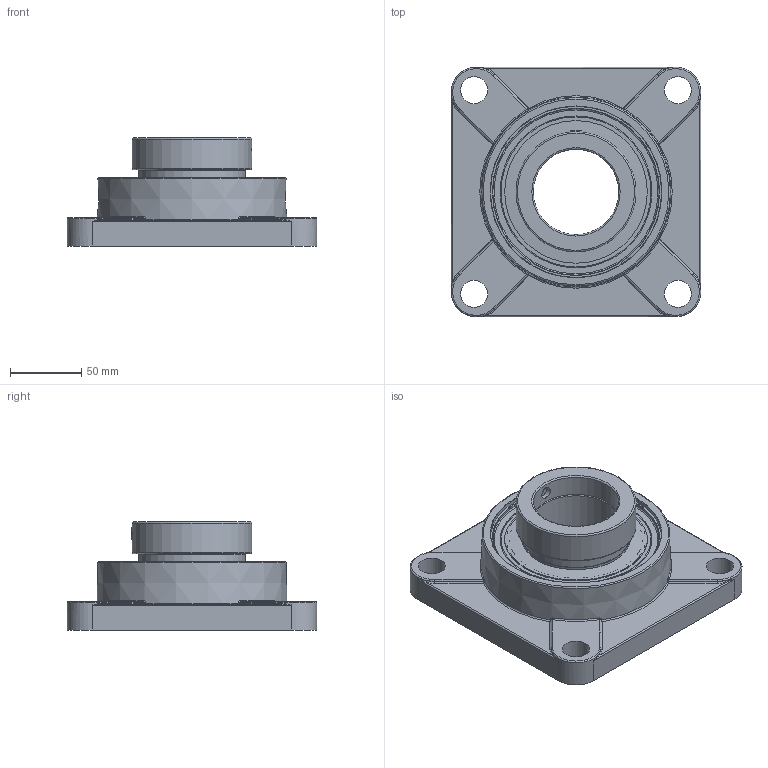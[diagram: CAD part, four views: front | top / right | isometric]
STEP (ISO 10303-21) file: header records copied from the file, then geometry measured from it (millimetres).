
FILE_DESCRIPTION(('HOOPS Exchange Step'),'2;1');
FILE_NAME('export-01F4A4B7-033E-4F17-B152-15D5B22C7A3E.stp','2020-05-18T13:43:54-07:00',('dkerr'),('Alibre'),'HOOPS Exchange 2020.0','Alibre','Unknown authorisation');
FILE_SCHEMA( ('AP242_MANAGED_MODEL_BASED_3D_ENGINEERING_MIM_LF {1 0 10303 442 1 1 4 }') );
Length unit declared in the file: inch
Products named in the file (8): MRN SFM L4L 212; SNC 212 (Ball Bearing); SNC 212 (Shield); SNC 212 (Setscrew); SNC 212 (Collar); SNC 212 L4L (60mm) (Race); MRN SNC 212 L4L (60mm); MRN SNCSFM 212 L4L (60mm)
Assembly tree (8 placements, depth 3):
  MRN SNCSFM 212 L4L (60mm)
    MRN SFM L4L 212
    MRN SNC 212 L4L (60mm)
      SNC 212 (Ball Bearing)
      SNC 212 (Shield)  x2
      SNC 212 (Setscrew)
      SNC 212 (Collar)
      SNC 212 L4L (60mm) (Race)
Bounding box: 175 x 175 x 75.8 mm (x, y, z)
Volume: 674219.9 mm3; surface area: 174889.3 mm2
Topology: 17 solids, 17 shells, 222 faces, 570 edges, 341 vertices
Faces by surface type: cylinder 63, plane 53, torus 38, bspline 28, sphere 27, cone 13
Full cylindrical faces by diameter (mm): 8.382 x3, 19 x4, 60 x2, 72.034 x2, 74.93 x2, 75.565 x2, 76.327 x2, 84.201 x1, 93.935 x2, 100.076 x2, 116.84 x1, 119.38 x1, 120.1 x1
Entity records: 10390 total; most frequent: CARTESIAN_POINT 5123, DIRECTION 1130, ORIENTED_EDGE 1010, EDGE_CURVE 505, AXIS2_PLACEMENT_3D 496, VERTEX_POINT 327, CIRCLE 285, EDGE_LOOP 240
